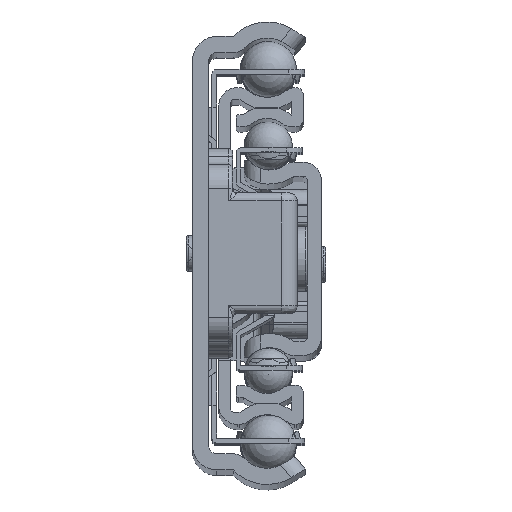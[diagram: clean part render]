
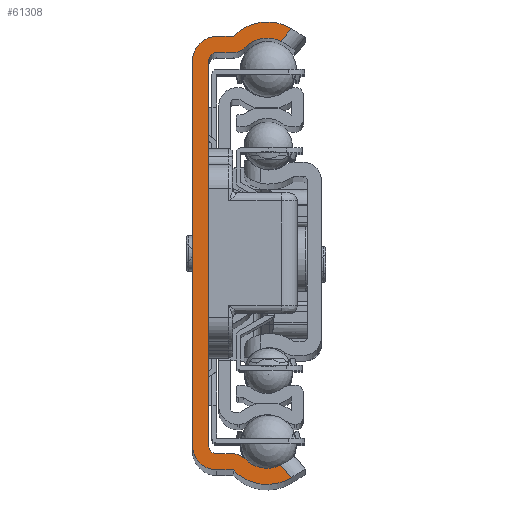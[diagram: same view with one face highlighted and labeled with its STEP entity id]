
A CAD part, top view. The second image highlights one B-rep face of the part: STEP entity #61308.
In plain terms, the highlighted planar face has unit normal (0, 0, 1).
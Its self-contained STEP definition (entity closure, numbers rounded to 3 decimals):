
#3457=PLANE('',#64993);
#5369=LINE('',#89196,#10003);
#5391=LINE('',#89284,#10025);
#5399=LINE('',#89330,#10033);
#5410=LINE('',#89390,#10044);
#5414=LINE('',#89402,#10048);
#5418=LINE('',#89414,#10052);
#5423=LINE('',#89431,#10057);
#5427=LINE('',#89445,#10061);
#10003=VECTOR('',#71790,10.);
#10025=VECTOR('',#71878,10.);
#10033=VECTOR('',#71908,10.);
#10044=VECTOR('',#71955,10.);
#10048=VECTOR('',#71967,10.);
#10052=VECTOR('',#71979,10.);
#10057=VECTOR('',#72000,10.);
#10061=VECTOR('',#72018,10.);
#15384=FACE_OUTER_BOUND('',#18553,.T.);
#18553=EDGE_LOOP('',(#42007,#42008,#42009,#42010,#42011,#42012,#42013,#42014,
#42015,#42016,#42017,#42018,#42019,#42020,#42021,#42022,#42023,#42024));
#21813=CIRCLE('',#64945,5.8);
#21815=CIRCLE('',#64954,3.8);
#21816=CIRCLE('',#64964,3.8);
#21818=CIRCLE('',#64967,2.);
#21820=CIRCLE('',#64971,1.);
#21822=CIRCLE('',#64975,1.);
#21824=CIRCLE('',#64979,2.);
#21826=CIRCLE('',#64983,5.8);
#21828=CIRCLE('',#64987,3.);
#21830=CIRCLE('',#64990,3.);
#24653=VERTEX_POINT('',#89194);
#24654=VERTEX_POINT('',#89195);
#24682=VERTEX_POINT('',#89278);
#24683=VERTEX_POINT('',#89283);
#24690=VERTEX_POINT('',#89305);
#24697=VERTEX_POINT('',#89324);
#24698=VERTEX_POINT('',#89329);
#24702=VERTEX_POINT('',#89345);
#24709=VERTEX_POINT('',#89377);
#24711=VERTEX_POINT('',#89383);
#24713=VERTEX_POINT('',#89389);
#24715=VERTEX_POINT('',#89395);
#24717=VERTEX_POINT('',#89401);
#24719=VERTEX_POINT('',#89407);
#24721=VERTEX_POINT('',#89413);
#24723=VERTEX_POINT('',#89424);
#24725=VERTEX_POINT('',#89430);
#24727=VERTEX_POINT('',#89439);
#31261=EDGE_CURVE('',#24653,#24654,#5369,.T.);
#31304=EDGE_CURVE('',#24682,#24683,#5391,.T.);
#31313=EDGE_CURVE('',#24690,#24682,#21813,.T.);
#31322=EDGE_CURVE('',#24697,#24698,#5399,.T.);
#31328=EDGE_CURVE('',#24702,#24697,#21815,.T.);
#31340=EDGE_CURVE('',#24683,#24709,#21816,.T.);
#31343=EDGE_CURVE('',#24709,#24711,#21818,.T.);
#31346=EDGE_CURVE('',#24711,#24713,#5410,.T.);
#31349=EDGE_CURVE('',#24713,#24715,#21820,.T.);
#31352=EDGE_CURVE('',#24715,#24717,#5414,.T.);
#31355=EDGE_CURVE('',#24717,#24719,#21822,.T.);
#31358=EDGE_CURVE('',#24719,#24721,#5418,.T.);
#31361=EDGE_CURVE('',#24721,#24702,#21824,.T.);
#31364=EDGE_CURVE('',#24698,#24723,#21826,.T.);
#31367=EDGE_CURVE('',#24723,#24725,#5423,.T.);
#31370=EDGE_CURVE('',#24725,#24653,#21828,.T.);
#31372=EDGE_CURVE('',#24654,#24727,#21830,.T.);
#31375=EDGE_CURVE('',#24727,#24690,#5427,.T.);
#42007=ORIENTED_EDGE('',*,*,#31304,.F.);
#42008=ORIENTED_EDGE('',*,*,#31313,.F.);
#42009=ORIENTED_EDGE('',*,*,#31375,.F.);
#42010=ORIENTED_EDGE('',*,*,#31372,.F.);
#42011=ORIENTED_EDGE('',*,*,#31261,.F.);
#42012=ORIENTED_EDGE('',*,*,#31370,.F.);
#42013=ORIENTED_EDGE('',*,*,#31367,.F.);
#42014=ORIENTED_EDGE('',*,*,#31364,.F.);
#42015=ORIENTED_EDGE('',*,*,#31322,.F.);
#42016=ORIENTED_EDGE('',*,*,#31328,.F.);
#42017=ORIENTED_EDGE('',*,*,#31361,.F.);
#42018=ORIENTED_EDGE('',*,*,#31358,.F.);
#42019=ORIENTED_EDGE('',*,*,#31355,.F.);
#42020=ORIENTED_EDGE('',*,*,#31352,.F.);
#42021=ORIENTED_EDGE('',*,*,#31349,.F.);
#42022=ORIENTED_EDGE('',*,*,#31346,.F.);
#42023=ORIENTED_EDGE('',*,*,#31343,.F.);
#42024=ORIENTED_EDGE('',*,*,#31340,.F.);
#61308=ADVANCED_FACE('',(#15384),#3457,.T.);
#64945=AXIS2_PLACEMENT_3D('',#89307,#71890,#71891);
#64954=AXIS2_PLACEMENT_3D('',#89347,#71915,#71916);
#64964=AXIS2_PLACEMENT_3D('',#89378,#71941,#71942);
#64967=AXIS2_PLACEMENT_3D('',#89384,#71948,#71949);
#64971=AXIS2_PLACEMENT_3D('',#89396,#71960,#71961);
#64975=AXIS2_PLACEMENT_3D('',#89408,#71972,#71973);
#64979=AXIS2_PLACEMENT_3D('',#89419,#71984,#71985);
#64983=AXIS2_PLACEMENT_3D('',#89425,#71993,#71994);
#64987=AXIS2_PLACEMENT_3D('',#89436,#72005,#72006);
#64990=AXIS2_PLACEMENT_3D('',#89440,#72011,#72012);
#64993=AXIS2_PLACEMENT_3D('',#89447,#72020,#72021);
#71790=DIRECTION('',(0.,1.,0.));
#71878=DIRECTION('',(-0.653,-0.757,0.));
#71890=DIRECTION('center_axis',(0.,0.,-1.));
#71891=DIRECTION('ref_axis',(-0.525,-0.851,0.));
#71908=DIRECTION('',(0.653,-0.757,0.));
#71915=DIRECTION('center_axis',(0.,0.,1.));
#71916=DIRECTION('ref_axis',(-0.724,-0.69,0.));
#71941=DIRECTION('center_axis',(0.,0.,1.));
#71942=DIRECTION('ref_axis',(0.525,0.851,0.));
#71948=DIRECTION('center_axis',(0.,0.,-1.));
#71949=DIRECTION('ref_axis',(0.,1.,0.));
#71955=DIRECTION('',(-1.,0.,0.));
#71960=DIRECTION('center_axis',(0.,0.,1.));
#71961=DIRECTION('ref_axis',(0.,1.,0.));
#71967=DIRECTION('',(0.,-1.,0.));
#71972=DIRECTION('center_axis',(0.,0.,1.));
#71973=DIRECTION('ref_axis',(-1.,0.,0.));
#71979=DIRECTION('',(1.,0.,0.));
#71984=DIRECTION('center_axis',(0.,0.,-1.));
#71985=DIRECTION('ref_axis',(-0.724,-0.69,0.));
#71993=DIRECTION('center_axis',(0.,0.,-1.));
#71994=DIRECTION('ref_axis',(0.724,0.69,0.));
#72000=DIRECTION('',(-1.,0.,0.));
#72005=DIRECTION('center_axis',(0.,0.,-1.));
#72006=DIRECTION('ref_axis',(1.,0.,0.));
#72011=DIRECTION('center_axis',(0.,0.,-1.));
#72012=DIRECTION('ref_axis',(0.,-1.,0.));
#72018=DIRECTION('',(1.,0.,0.));
#72020=DIRECTION('center_axis',(0.,0.,1.));
#72021=DIRECTION('ref_axis',(1.,0.,0.));
#89194=CARTESIAN_POINT('',(-9.25,-23.9,400.));
#89195=CARTESIAN_POINT('',(-9.25,23.9,400.));
#89196=CARTESIAN_POINT('',(-9.25,-23.9,400.));
#89278=CARTESIAN_POINT('',(3.027,27.848,400.));
#89283=CARTESIAN_POINT('',(1.693,26.302,400.));
#89284=CARTESIAN_POINT('',(-5.642,17.798,400.));
#89305=CARTESIAN_POINT('',(-4.2,26.9,400.));
#89307=CARTESIAN_POINT('Origin',(0.,22.9,
400.));
#89324=CARTESIAN_POINT('',(1.693,-26.302,400.));
#89329=CARTESIAN_POINT('',(3.027,-27.848,400.));
#89330=CARTESIAN_POINT('',(-6.304,-17.031,400.));
#89345=CARTESIAN_POINT('',(-2.752,-25.521,400.));
#89347=CARTESIAN_POINT('Origin',(0.,-22.9,
400.));
#89377=CARTESIAN_POINT('',(-2.752,25.521,400.));
#89378=CARTESIAN_POINT('Origin',(0.,22.9,
400.));
#89383=CARTESIAN_POINT('',(-4.2,24.9,400.));
#89384=CARTESIAN_POINT('Origin',(-4.2,26.9,400.));
#89389=CARTESIAN_POINT('',(-6.25,24.9,400.));
#89390=CARTESIAN_POINT('',(-4.2,24.9,400.));
#89395=CARTESIAN_POINT('',(-7.25,23.9,400.));
#89396=CARTESIAN_POINT('Origin',(-6.25,23.9,400.));
#89401=CARTESIAN_POINT('',(-7.25,-23.9,400.));
#89402=CARTESIAN_POINT('',(-7.25,23.9,400.));
#89407=CARTESIAN_POINT('',(-6.25,-24.9,400.));
#89408=CARTESIAN_POINT('Origin',(-6.25,-23.9,400.));
#89413=CARTESIAN_POINT('',(-4.2,-24.9,400.));
#89414=CARTESIAN_POINT('',(-6.25,-24.9,400.));
#89419=CARTESIAN_POINT('Origin',(-4.2,-26.9,400.));
#89424=CARTESIAN_POINT('',(-4.2,-26.9,400.));
#89425=CARTESIAN_POINT('Origin',(0.,-22.9,
400.));
#89430=CARTESIAN_POINT('',(-6.25,-26.9,400.));
#89431=CARTESIAN_POINT('',(-4.2,-26.9,400.));
#89436=CARTESIAN_POINT('Origin',(-6.25,-23.9,400.));
#89439=CARTESIAN_POINT('',(-6.25,26.9,400.));
#89440=CARTESIAN_POINT('Origin',(-6.25,23.9,400.));
#89445=CARTESIAN_POINT('',(-6.25,26.9,400.));
#89447=CARTESIAN_POINT('Origin',(-5.819,0.,
400.));
